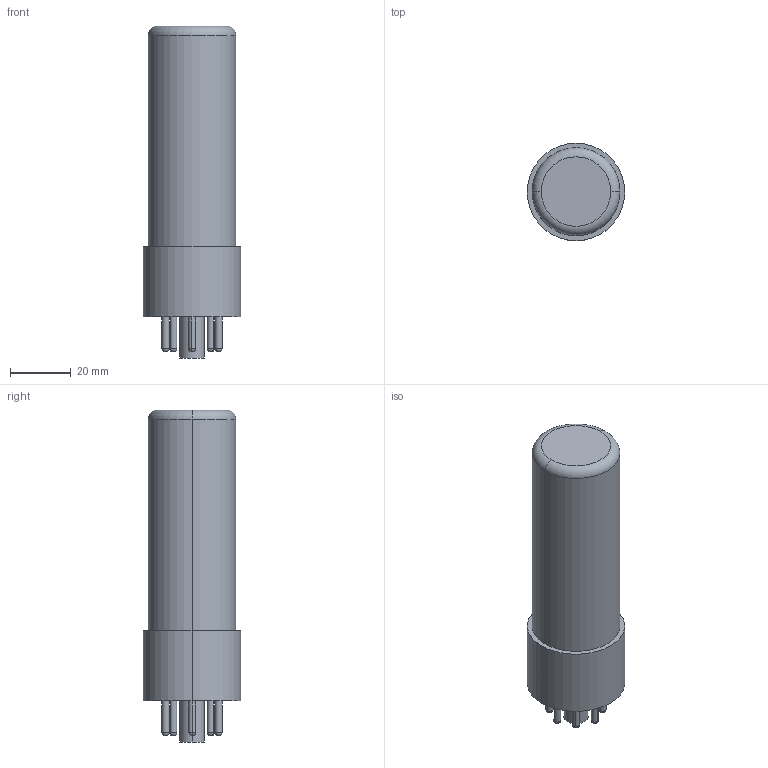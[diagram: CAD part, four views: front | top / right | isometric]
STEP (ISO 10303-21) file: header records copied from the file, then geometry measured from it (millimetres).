
FILE_DESCRIPTION (( 'STEP AP214' ), '1' );
FILE_NAME ('User Library-Thermiomic Valve EL34.STEP', '2021-10-01T11:58:29', ( '' ), ( '' ), 'SwSTEP 2.0', 'SolidWorks 2021', '' );
FILE_SCHEMA (( 'AUTOMOTIVE_DESIGN' ));
Length unit declared in the file: millimetre
Products named in the file (1): User Library-Thermiomic Valve EL34
Bounding box: 32 x 32 x 109 mm (x, y, z)
Volume: 24729.2 mm3; surface area: 18575.7 mm2
Topology: 1 solids, 2 shells, 56 faces, 108 edges, 66 vertices
Faces by surface type: cylinder 24, torus 18, plane 14
Entity records: 1660 total; most frequent: DIRECTION 306, CARTESIAN_POINT 231, ORIENTED_EDGE 216, AXIS2_PLACEMENT_3D 141, EDGE_CURVE 108, CIRCLE 84, EDGE_LOOP 66, VERTEX_POINT 66
